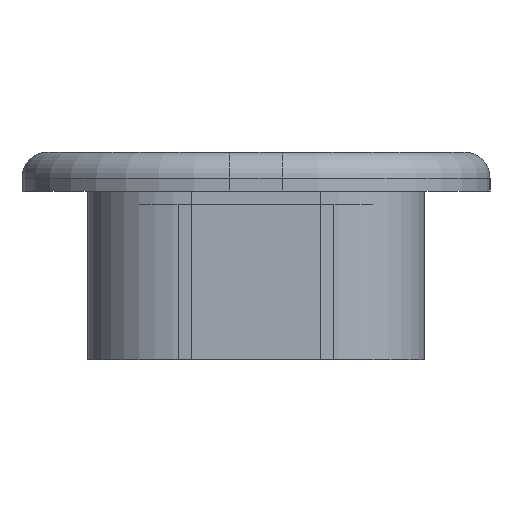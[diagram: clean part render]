
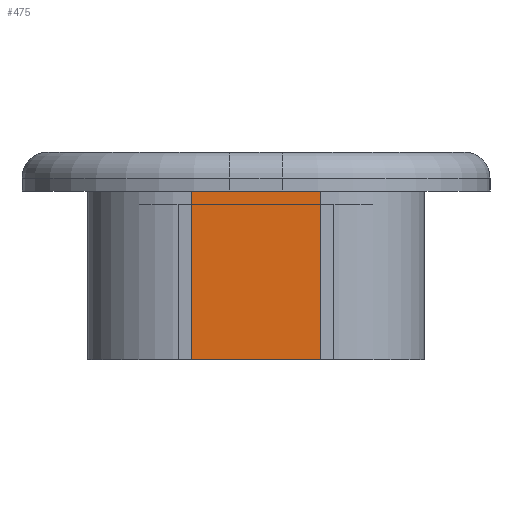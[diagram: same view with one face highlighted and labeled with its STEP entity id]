
A CAD part, left-side view. The second image highlights one B-rep face of the part: STEP entity #475.
In plain terms, the highlighted planar face has unit normal (-1, 0, 0).
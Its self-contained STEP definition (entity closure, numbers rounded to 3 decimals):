
#15 = EDGE_CURVE ( 'NONE', #541, #456, #476, .T. ) ;
#26 = CARTESIAN_POINT ( 'NONE',  ( -263.25, 6.5, -6.5 ) ) ;
#27 = LINE ( 'NONE', #721, #543 ) ;
#46 = VECTOR ( 'NONE', #488, 1000. ) ;
#158 = CARTESIAN_POINT ( 'NONE',  ( -263.25, 15.5, -6.5 ) ) ;
#180 = CARTESIAN_POINT ( 'NONE',  ( -263.25, 11.5, 0. ) ) ;
#221 = FACE_OUTER_BOUND ( 'NONE', #558, .T. ) ;
#303 = EDGE_CURVE ( 'NONE', #961, #1109, #1523, .T. ) ;
#369 = CARTESIAN_POINT ( 'NONE',  ( -263.25, 6.5, -6.5 ) ) ;
#394 = DIRECTION ( 'NONE',  ( 0., 0., -1. ) ) ;
#456 = VERTEX_POINT ( 'NONE', #1125 ) ;
#475 = ADVANCED_FACE ( 'NONE', ( #221 ), #1147, .F. ) ;
#476 = LINE ( 'NONE', #369, #46 ) ;
#488 = DIRECTION ( 'NONE',  ( 0., 0., 1. ) ) ;
#524 = AXIS2_PLACEMENT_3D ( 'NONE', #158, #667, #1414 ) ;
#541 = VERTEX_POINT ( 'NONE', #26 ) ;
#543 = VECTOR ( 'NONE', #1442, 1000. ) ;
#558 = EDGE_LOOP ( 'NONE', ( #715, #1170, #566, #1312 ) ) ;
#566 = ORIENTED_EDGE ( 'NONE', *, *, #853, .T. ) ;
#667 = DIRECTION ( 'NONE',  ( 1., 0., 0. ) ) ;
#684 = DIRECTION ( 'NONE',  ( 0., 1., 0. ) ) ;
#715 = ORIENTED_EDGE ( 'NONE', *, *, #770, .F. ) ;
#721 = CARTESIAN_POINT ( 'NONE',  ( -263.25, 15.5, -6.5 ) ) ;
#770 = EDGE_CURVE ( 'NONE', #541, #1109, #27, .T. ) ;
#853 = EDGE_CURVE ( 'NONE', #456, #961, #1340, .T. ) ;
#901 = VECTOR ( 'NONE', #394, 1000. ) ;
#909 = VECTOR ( 'NONE', #684, 1000. ) ;
#961 = VERTEX_POINT ( 'NONE', #180 ) ;
#1109 = VERTEX_POINT ( 'NONE', #1378 ) ;
#1125 = CARTESIAN_POINT ( 'NONE',  ( -263.25, 6.5, 0. ) ) ;
#1147 = PLANE ( 'NONE',  #524 ) ;
#1170 = ORIENTED_EDGE ( 'NONE', *, *, #15, .T. ) ;
#1173 = CARTESIAN_POINT ( 'NONE',  ( -263.25, 15.5, 0. ) ) ;
#1249 = CARTESIAN_POINT ( 'NONE',  ( -263.25, 11.5, -6.5 ) ) ;
#1312 = ORIENTED_EDGE ( 'NONE', *, *, #303, .T. ) ;
#1340 = LINE ( 'NONE', #1173, #909 ) ;
#1378 = CARTESIAN_POINT ( 'NONE',  ( -263.25, 11.5, -6.5 ) ) ;
#1414 = DIRECTION ( 'NONE',  ( 0., 0., -1. ) ) ;
#1442 = DIRECTION ( 'NONE',  ( 0., 1., 0. ) ) ;
#1523 = LINE ( 'NONE', #1249, #901 ) ;
